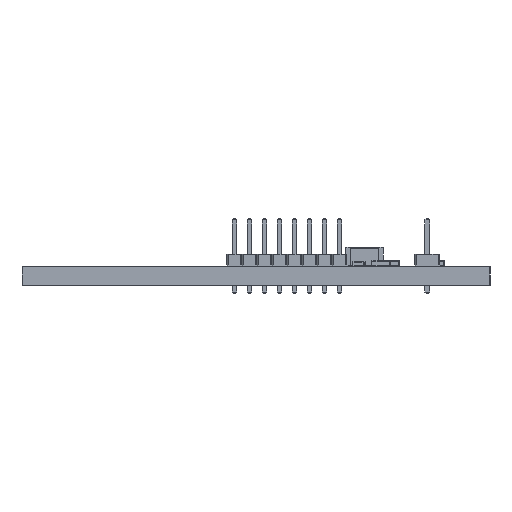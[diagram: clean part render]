
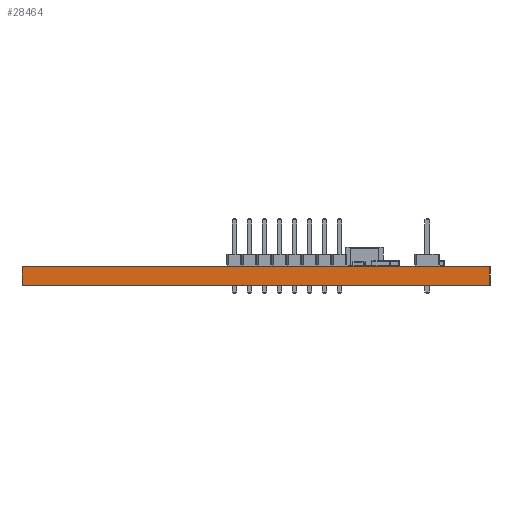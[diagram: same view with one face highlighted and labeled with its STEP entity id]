
A CAD part, left-side view. The second image highlights one B-rep face of the part: STEP entity #28464.
In plain terms, the highlighted planar face has unit normal (-1, 0, 0).
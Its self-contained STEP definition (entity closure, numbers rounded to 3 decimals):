
#28283 = PLANE('',#28284);
#28284 = AXIS2_PLACEMENT_3D('',#28285,#28286,#28287);
#28285 = CARTESIAN_POINT('',(182.829,-116.942,0.));
#28286 = DIRECTION('',(0.,-1.,0.));
#28287 = DIRECTION('',(-1.,0.,0.));
#28308 = VERTEX_POINT('',#28309);
#28309 = CARTESIAN_POINT('',(133.198,-116.942,1.6));
#28323 = PLANE('',#28324);
#28324 = AXIS2_PLACEMENT_3D('',#28325,#28326,#28327);
#28325 = CARTESIAN_POINT('',(158.013,-97.13,1.6));
#28326 = DIRECTION('',(-0.,-0.,-1.));
#28327 = DIRECTION('',(-1.,0.,0.));
#28335 = EDGE_CURVE('',#28336,#28308,#28338,.T.);
#28336 = VERTEX_POINT('',#28337);
#28337 = CARTESIAN_POINT('',(133.198,-116.942,0.));
#28338 = SURFACE_CURVE('',#28339,(#28343,#28350),.PCURVE_S1.);
#28339 = LINE('',#28340,#28341);
#28340 = CARTESIAN_POINT('',(133.198,-116.942,0.));
#28341 = VECTOR('',#28342,1.);
#28342 = DIRECTION('',(0.,0.,1.));
#28343 = PCURVE('',#28283,#28344);
#28344 = DEFINITIONAL_REPRESENTATION('',(#28345),#28349);
#28345 = LINE('',#28346,#28347);
#28346 = CARTESIAN_POINT('',(49.632,0.));
#28347 = VECTOR('',#28348,1.);
#28348 = DIRECTION('',(0.,-1.));
#28349 = ( GEOMETRIC_REPRESENTATION_CONTEXT(2) 
PARAMETRIC_REPRESENTATION_CONTEXT() REPRESENTATION_CONTEXT('2D SPACE',''
  ) );
#28350 = PCURVE('',#28351,#28356);
#28351 = PLANE('',#28352);
#28352 = AXIS2_PLACEMENT_3D('',#28353,#28354,#28355);
#28353 = CARTESIAN_POINT('',(133.198,-116.942,0.));
#28354 = DIRECTION('',(-1.,0.,0.));
#28355 = DIRECTION('',(0.,1.,0.));
#28356 = DEFINITIONAL_REPRESENTATION('',(#28357),#28361);
#28357 = LINE('',#28358,#28359);
#28358 = CARTESIAN_POINT('',(0.,0.));
#28359 = VECTOR('',#28360,1.);
#28360 = DIRECTION('',(0.,-1.));
#28361 = ( GEOMETRIC_REPRESENTATION_CONTEXT(2) 
PARAMETRIC_REPRESENTATION_CONTEXT() REPRESENTATION_CONTEXT('2D SPACE',''
  ) );
#28377 = PLANE('',#28378);
#28378 = AXIS2_PLACEMENT_3D('',#28379,#28380,#28381);
#28379 = CARTESIAN_POINT('',(158.013,-97.13,0.));
#28380 = DIRECTION('',(-0.,-0.,-1.));
#28381 = DIRECTION('',(-1.,0.,0.));
#28410 = PLANE('',#28411);
#28411 = AXIS2_PLACEMENT_3D('',#28412,#28413,#28414);
#28412 = CARTESIAN_POINT('',(133.198,-77.318,0.));
#28413 = DIRECTION('',(0.,1.,0.));
#28414 = DIRECTION('',(1.,0.,0.));
#28464 = ADVANCED_FACE('',(#28465),#28351,.T.);
#28465 = FACE_BOUND('',#28466,.T.);
#28466 = EDGE_LOOP('',(#28467,#28468,#28491,#28514));
#28467 = ORIENTED_EDGE('',*,*,#28335,.T.);
#28468 = ORIENTED_EDGE('',*,*,#28469,.T.);
#28469 = EDGE_CURVE('',#28308,#28470,#28472,.T.);
#28470 = VERTEX_POINT('',#28471);
#28471 = CARTESIAN_POINT('',(133.198,-77.318,1.6));
#28472 = SURFACE_CURVE('',#28473,(#28477,#28484),.PCURVE_S1.);
#28473 = LINE('',#28474,#28475);
#28474 = CARTESIAN_POINT('',(133.198,-116.942,1.6));
#28475 = VECTOR('',#28476,1.);
#28476 = DIRECTION('',(0.,1.,0.));
#28477 = PCURVE('',#28351,#28478);
#28478 = DEFINITIONAL_REPRESENTATION('',(#28479),#28483);
#28479 = LINE('',#28480,#28481);
#28480 = CARTESIAN_POINT('',(0.,-1.6));
#28481 = VECTOR('',#28482,1.);
#28482 = DIRECTION('',(1.,0.));
#28483 = ( GEOMETRIC_REPRESENTATION_CONTEXT(2) 
PARAMETRIC_REPRESENTATION_CONTEXT() REPRESENTATION_CONTEXT('2D SPACE',''
  ) );
#28484 = PCURVE('',#28323,#28485);
#28485 = DEFINITIONAL_REPRESENTATION('',(#28486),#28490);
#28486 = LINE('',#28487,#28488);
#28487 = CARTESIAN_POINT('',(24.816,-19.812));
#28488 = VECTOR('',#28489,1.);
#28489 = DIRECTION('',(0.,1.));
#28490 = ( GEOMETRIC_REPRESENTATION_CONTEXT(2) 
PARAMETRIC_REPRESENTATION_CONTEXT() REPRESENTATION_CONTEXT('2D SPACE',''
  ) );
#28491 = ORIENTED_EDGE('',*,*,#28492,.F.);
#28492 = EDGE_CURVE('',#28493,#28470,#28495,.T.);
#28493 = VERTEX_POINT('',#28494);
#28494 = CARTESIAN_POINT('',(133.198,-77.318,0.));
#28495 = SURFACE_CURVE('',#28496,(#28500,#28507),.PCURVE_S1.);
#28496 = LINE('',#28497,#28498);
#28497 = CARTESIAN_POINT('',(133.198,-77.318,0.));
#28498 = VECTOR('',#28499,1.);
#28499 = DIRECTION('',(0.,0.,1.));
#28500 = PCURVE('',#28351,#28501);
#28501 = DEFINITIONAL_REPRESENTATION('',(#28502),#28506);
#28502 = LINE('',#28503,#28504);
#28503 = CARTESIAN_POINT('',(39.624,0.));
#28504 = VECTOR('',#28505,1.);
#28505 = DIRECTION('',(0.,-1.));
#28506 = ( GEOMETRIC_REPRESENTATION_CONTEXT(2) 
PARAMETRIC_REPRESENTATION_CONTEXT() REPRESENTATION_CONTEXT('2D SPACE',''
  ) );
#28507 = PCURVE('',#28410,#28508);
#28508 = DEFINITIONAL_REPRESENTATION('',(#28509),#28513);
#28509 = LINE('',#28510,#28511);
#28510 = CARTESIAN_POINT('',(0.,0.));
#28511 = VECTOR('',#28512,1.);
#28512 = DIRECTION('',(0.,-1.));
#28513 = ( GEOMETRIC_REPRESENTATION_CONTEXT(2) 
PARAMETRIC_REPRESENTATION_CONTEXT() REPRESENTATION_CONTEXT('2D SPACE',''
  ) );
#28514 = ORIENTED_EDGE('',*,*,#28515,.F.);
#28515 = EDGE_CURVE('',#28336,#28493,#28516,.T.);
#28516 = SURFACE_CURVE('',#28517,(#28521,#28528),.PCURVE_S1.);
#28517 = LINE('',#28518,#28519);
#28518 = CARTESIAN_POINT('',(133.198,-116.942,0.));
#28519 = VECTOR('',#28520,1.);
#28520 = DIRECTION('',(0.,1.,0.));
#28521 = PCURVE('',#28351,#28522);
#28522 = DEFINITIONAL_REPRESENTATION('',(#28523),#28527);
#28523 = LINE('',#28524,#28525);
#28524 = CARTESIAN_POINT('',(0.,0.));
#28525 = VECTOR('',#28526,1.);
#28526 = DIRECTION('',(1.,0.));
#28527 = ( GEOMETRIC_REPRESENTATION_CONTEXT(2) 
PARAMETRIC_REPRESENTATION_CONTEXT() REPRESENTATION_CONTEXT('2D SPACE',''
  ) );
#28528 = PCURVE('',#28377,#28529);
#28529 = DEFINITIONAL_REPRESENTATION('',(#28530),#28534);
#28530 = LINE('',#28531,#28532);
#28531 = CARTESIAN_POINT('',(24.816,-19.812));
#28532 = VECTOR('',#28533,1.);
#28533 = DIRECTION('',(0.,1.));
#28534 = ( GEOMETRIC_REPRESENTATION_CONTEXT(2) 
PARAMETRIC_REPRESENTATION_CONTEXT() REPRESENTATION_CONTEXT('2D SPACE',''
  ) );
